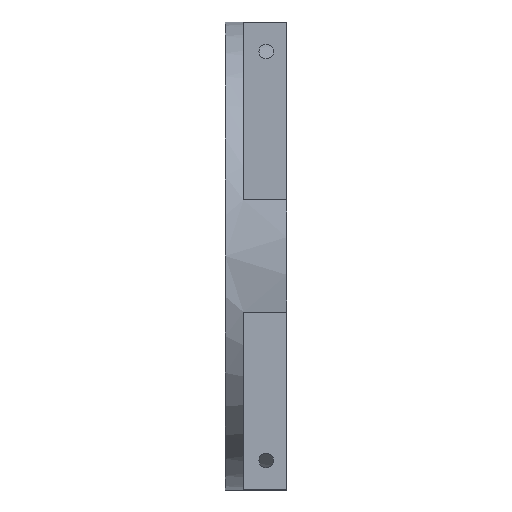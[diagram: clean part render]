
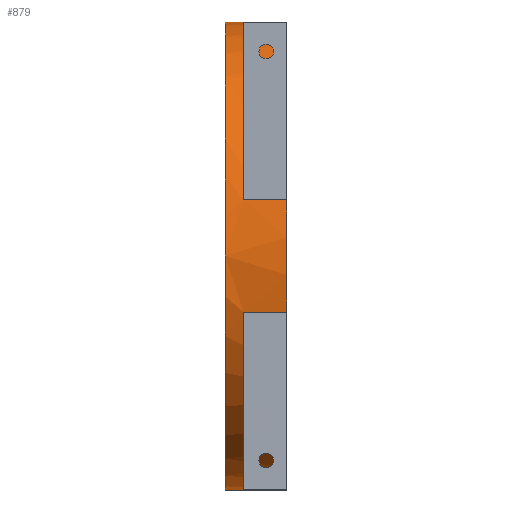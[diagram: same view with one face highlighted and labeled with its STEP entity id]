
A CAD part, left-side view. The second image highlights one B-rep face of the part: STEP entity #879.
In plain terms, the highlighted cylindrical face has radius 51.5 mm (diameter 103 mm), a partial arc.
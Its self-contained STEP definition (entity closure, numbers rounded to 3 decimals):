
#12 = CARTESIAN_POINT ( 'NONE',  ( 0., -1.5, 0. ) ) ;
#14 = EDGE_CURVE ( 'NONE', #309, #115, #1500, .T. ) ;
#18 = VERTEX_POINT ( 'NONE', #154 ) ;
#23 = DIRECTION ( 'NONE',  ( 0., 1., 0. ) ) ;
#32 = CARTESIAN_POINT ( 'NONE',  ( -39.688, 0., 32.819 ) ) ;
#115 = VERTEX_POINT ( 'NONE', #245 ) ;
#123 = CARTESIAN_POINT ( 'NONE',  ( 0., 12., 0. ) ) ;
#131 = VERTEX_POINT ( 'NONE', #760 ) ;
#153 = ORIENTED_EDGE ( 'NONE', *, *, #252, .T. ) ;
#154 = CARTESIAN_POINT ( 'NONE',  ( -39.688, -1.5, -32.819 ) ) ;
#168 = CARTESIAN_POINT ( 'NONE',  ( 0., 8., 0. ) ) ;
#198 = EDGE_CURVE ( 'NONE', #1328, #1491, #884, .T. ) ;
#211 = FACE_OUTER_BOUND ( 'NONE', #259, .T. ) ;
#242 = LINE ( 'NONE', #479, #1440 ) ;
#245 = CARTESIAN_POINT ( 'NONE',  ( 0., 12., 51.5 ) ) ;
#252 = EDGE_CURVE ( 'NONE', #1328, #1545, #913, .T. ) ;
#259 = EDGE_LOOP ( 'NONE', ( #291, #400, #525, #698, #1060, #1611, #372, #1272, #153, #712, #1488, #1102 ) ) ;
#272 = CARTESIAN_POINT ( 'NONE',  ( -39.688, 0., -32.819 ) ) ;
#285 = VECTOR ( 'NONE', #526, 1000. ) ;
#289 = CARTESIAN_POINT ( 'NONE',  ( -50., -1.5, -12.339 ) ) ;
#291 = ORIENTED_EDGE ( 'NONE', *, *, #466, .F. ) ;
#302 = DIRECTION ( 'NONE',  ( 0., 0., 1. ) ) ;
#309 = VERTEX_POINT ( 'NONE', #567 ) ;
#311 = CARTESIAN_POINT ( 'NONE',  ( -50., -1.5, 12.339 ) ) ;
#322 = EDGE_CURVE ( 'NONE', #872, #18, #694, .T. ) ;
#333 = CARTESIAN_POINT ( 'NONE',  ( 0., -1.5, 0. ) ) ;
#334 = CARTESIAN_POINT ( 'NONE',  ( 0., 12., -51.5 ) ) ;
#337 = CIRCLE ( 'NONE', #497, 51.5 ) ;
#345 = EDGE_CURVE ( 'NONE', #1545, #309, #1057, .T. ) ;
#372 = ORIENTED_EDGE ( 'NONE', *, *, #1571, .T. ) ;
#376 = CARTESIAN_POINT ( 'NONE',  ( -39.688, 8., 32.819 ) ) ;
#383 = DIRECTION ( 'NONE',  ( 0., 1., 0. ) ) ;
#399 = CARTESIAN_POINT ( 'NONE',  ( 0., 0., 51.5 ) ) ;
#400 = ORIENTED_EDGE ( 'NONE', *, *, #322, .T. ) ;
#459 = VECTOR ( 'NONE', #1409, 1000. ) ;
#466 = EDGE_CURVE ( 'NONE', #872, #819, #242, .T. ) ;
#479 = CARTESIAN_POINT ( 'NONE',  ( 0., 0., -51.5 ) ) ;
#487 = EDGE_CURVE ( 'NONE', #819, #115, #579, .T. ) ;
#497 = AXIS2_PLACEMENT_3D ( 'NONE', #12, #23, #1605 ) ;
#501 = VECTOR ( 'NONE', #383, 1000. ) ;
#525 = ORIENTED_EDGE ( 'NONE', *, *, #1356, .T. ) ;
#526 = DIRECTION ( 'NONE',  ( 0., 1., 0. ) ) ;
#539 = VERTEX_POINT ( 'NONE', #1516 ) ;
#567 = CARTESIAN_POINT ( 'NONE',  ( 0., -1.5, 51.5 ) ) ;
#574 = DIRECTION ( 'NONE',  ( 0., 0., 1. ) ) ;
#579 = CIRCLE ( 'NONE', #669, 51.5 ) ;
#586 = LINE ( 'NONE', #1459, #1082 ) ;
#669 = AXIS2_PLACEMENT_3D ( 'NONE', #123, #905, #880 ) ;
#694 = CIRCLE ( 'NONE', #1032, 51.5 ) ;
#698 = ORIENTED_EDGE ( 'NONE', *, *, #1296, .F. ) ;
#707 = AXIS2_PLACEMENT_3D ( 'NONE', #1576, #1589, #1457 ) ;
#708 = DIRECTION ( 'NONE',  ( 0., 0., 1. ) ) ;
#712 = ORIENTED_EDGE ( 'NONE', *, *, #345, .T. ) ;
#719 = CYLINDRICAL_SURFACE ( 'NONE', #707, 51.5 ) ;
#760 = CARTESIAN_POINT ( 'NONE',  ( -50., -1.5, -12.339 ) ) ;
#771 = AXIS2_PLACEMENT_3D ( 'NONE', #1190, #1086, #708 ) ;
#783 = VERTEX_POINT ( 'NONE', #311 ) ;
#819 = VERTEX_POINT ( 'NONE', #334 ) ;
#872 = VERTEX_POINT ( 'NONE', #1080 ) ;
#879 = ADVANCED_FACE ( 'NONE', ( #211 ), #719, .T. ) ;
#880 = DIRECTION ( 'NONE',  ( 0., 0., 1. ) ) ;
#884 = CIRCLE ( 'NONE', #1087, 51.5 ) ;
#905 = DIRECTION ( 'NONE',  ( 0., 1., 0. ) ) ;
#913 = LINE ( 'NONE', #32, #459 ) ;
#918 = CARTESIAN_POINT ( 'NONE',  ( -39.688, 8., -32.819 ) ) ;
#961 = DIRECTION ( 'NONE',  ( 0., 1., 0. ) ) ;
#976 = DIRECTION ( 'NONE',  ( 0., 1., 0. ) ) ;
#990 = AXIS2_PLACEMENT_3D ( 'NONE', #1390, #995, #1100 ) ;
#995 = DIRECTION ( 'NONE',  ( 0., -1., 0. ) ) ;
#1025 = EDGE_CURVE ( 'NONE', #131, #539, #1397, .T. ) ;
#1031 = VERTEX_POINT ( 'NONE', #918 ) ;
#1032 = AXIS2_PLACEMENT_3D ( 'NONE', #333, #961, #574 ) ;
#1057 = CIRCLE ( 'NONE', #771, 51.5 ) ;
#1060 = ORIENTED_EDGE ( 'NONE', *, *, #1025, .F. ) ;
#1067 = CARTESIAN_POINT ( 'NONE',  ( -39.688, -1.5, 32.819 ) ) ;
#1080 = CARTESIAN_POINT ( 'NONE',  ( 0., -1.5, -51.5 ) ) ;
#1082 = VECTOR ( 'NONE', #1090, 1000. ) ;
#1086 = DIRECTION ( 'NONE',  ( 0., 1., 0. ) ) ;
#1087 = AXIS2_PLACEMENT_3D ( 'NONE', #168, #1532, #302 ) ;
#1090 = DIRECTION ( 'NONE',  ( 0., 1., 0. ) ) ;
#1100 = DIRECTION ( 'NONE',  ( 0., 0., 1. ) ) ;
#1102 = ORIENTED_EDGE ( 'NONE', *, *, #487, .F. ) ;
#1121 = LINE ( 'NONE', #272, #1256 ) ;
#1190 = CARTESIAN_POINT ( 'NONE',  ( 0., -1.5, 0. ) ) ;
#1226 = DIRECTION ( 'NONE',  ( 0., 1., 0. ) ) ;
#1256 = VECTOR ( 'NONE', #976, 1000. ) ;
#1272 = ORIENTED_EDGE ( 'NONE', *, *, #198, .F. ) ;
#1296 = EDGE_CURVE ( 'NONE', #539, #1031, #1331, .T. ) ;
#1328 = VERTEX_POINT ( 'NONE', #376 ) ;
#1331 = CIRCLE ( 'NONE', #990, 51.5 ) ;
#1339 = EDGE_CURVE ( 'NONE', #131, #783, #337, .T. ) ;
#1344 = CARTESIAN_POINT ( 'NONE',  ( -50., 8., 12.339 ) ) ;
#1356 = EDGE_CURVE ( 'NONE', #18, #1031, #1121, .T. ) ;
#1390 = CARTESIAN_POINT ( 'NONE',  ( 0., 8., 0. ) ) ;
#1397 = LINE ( 'NONE', #289, #285 ) ;
#1409 = DIRECTION ( 'NONE',  ( 0., -1., 0. ) ) ;
#1440 = VECTOR ( 'NONE', #1226, 1000. ) ;
#1457 = DIRECTION ( 'NONE',  ( 0., 0., 1. ) ) ;
#1459 = CARTESIAN_POINT ( 'NONE',  ( -50., -1.5, 12.339 ) ) ;
#1488 = ORIENTED_EDGE ( 'NONE', *, *, #14, .T. ) ;
#1491 = VERTEX_POINT ( 'NONE', #1344 ) ;
#1500 = LINE ( 'NONE', #399, #501 ) ;
#1516 = CARTESIAN_POINT ( 'NONE',  ( -50., 8., -12.339 ) ) ;
#1532 = DIRECTION ( 'NONE',  ( 0., -1., 0. ) ) ;
#1545 = VERTEX_POINT ( 'NONE', #1067 ) ;
#1571 = EDGE_CURVE ( 'NONE', #783, #1491, #586, .T. ) ;
#1576 = CARTESIAN_POINT ( 'NONE',  ( 0., 0., 0. ) ) ;
#1589 = DIRECTION ( 'NONE',  ( 0., 1., 0. ) ) ;
#1605 = DIRECTION ( 'NONE',  ( 0., 0., 1. ) ) ;
#1611 = ORIENTED_EDGE ( 'NONE', *, *, #1339, .T. ) ;
